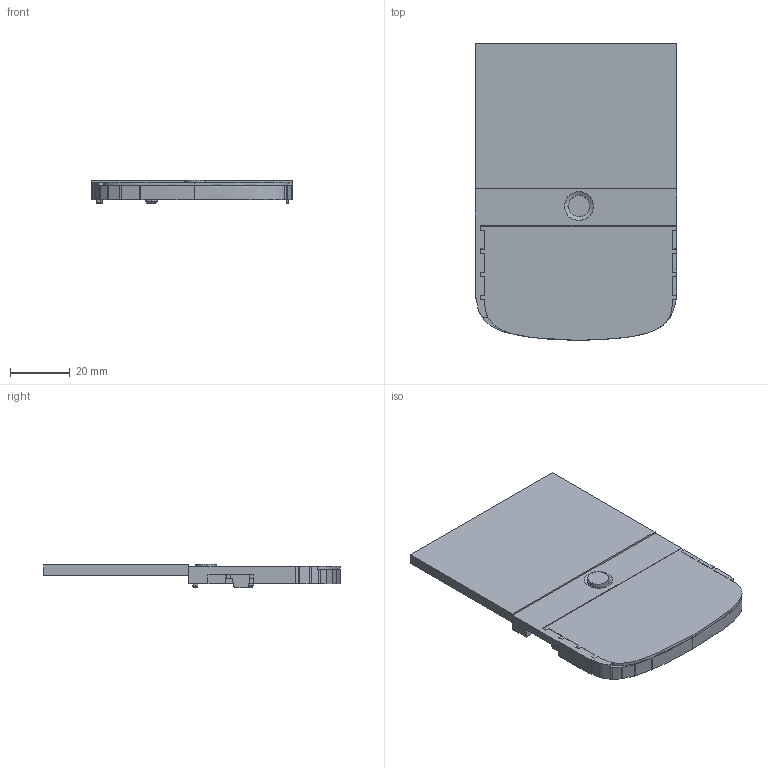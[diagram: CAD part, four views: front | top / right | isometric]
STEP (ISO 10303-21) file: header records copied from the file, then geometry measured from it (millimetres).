
FILE_DESCRIPTION((''),'2;1');
FILE_NAME('ASM0001_ASM','2023-05-30T11:31:47',('HR'),(''),'CREO PARAMETRIC BY PTC INC, 2019010','CREO PARAMETRIC BY PTC INC, 2019010','');
FILE_SCHEMA(('AUTOMOTIVE_DESIGN { 1 0 10303 214 1 1 1 1 }'));
Length unit declared in the file: millimetre
Products named in the file (5): 0-PMMA; 0-00; MANIFOLD_SOLID_BREP_216_1_1; ASM0001_ASM
Assembly tree (4 placements, depth 2):
  ASM0001_ASM
    0-PMMA
    0-00
    0-00
    MANIFOLD_SOLID_BREP_216_1_1
Bounding box: 67.19 x 98.98 x 8 mm (x, y, z)
Volume: 29333.7 mm3; surface area: 21651.5 mm2
Topology: 4 solids, 4 shells, 228 faces, 645 edges, 428 vertices
Faces by surface type: plane 173, cylinder 42, extrusion 7, cone 6
Entity records: 9618 total; most frequent: CARTESIAN_POINT 1439, ORIENTED_EDGE 1290, DIRECTION 1193, EDGE_CURVE 645, VECTOR 543, LINE 536, PRESENTATION_STYLE_ASSIGNMENT 472, STYLED_ITEM 472
